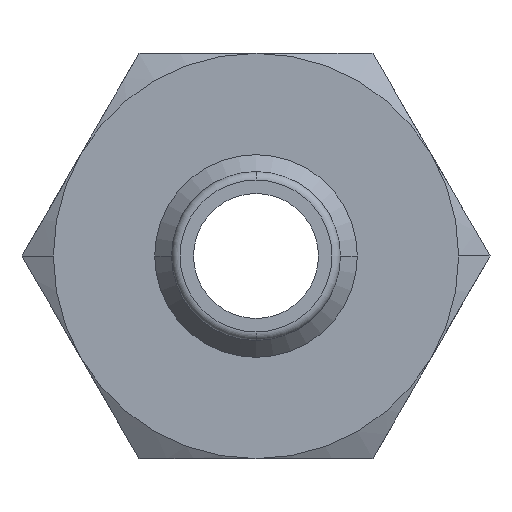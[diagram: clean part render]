
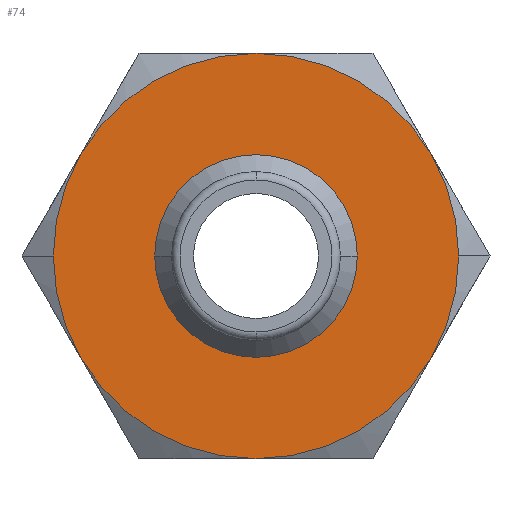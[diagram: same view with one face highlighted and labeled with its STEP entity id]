
A CAD part, front view. The second image highlights one B-rep face of the part: STEP entity #74.
In plain terms, the highlighted planar face has unit normal (0, -1, 0).
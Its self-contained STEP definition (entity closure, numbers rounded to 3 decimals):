
#74=ADVANCED_FACE('',(#191,#192),#193,.T.);
#191=FACE_OUTER_BOUND('',#352,.T.);
#192=FACE_BOUND('',#353,.T.);
#193=PLANE('',#354);
#352=EDGE_LOOP('',(#507,#508,#509,#510,#511,#512,#513,#514));
#353=EDGE_LOOP('',(#515,#516));
#354=AXIS2_PLACEMENT_3D('',#517,#518,#519);
#507=ORIENTED_EDGE('',*,*,#931,.F.);
#508=ORIENTED_EDGE('',*,*,#932,.F.);
#509=ORIENTED_EDGE('',*,*,#933,.F.);
#510=ORIENTED_EDGE('',*,*,#934,.F.);
#511=ORIENTED_EDGE('',*,*,#935,.F.);
#512=ORIENTED_EDGE('',*,*,#936,.F.);
#513=ORIENTED_EDGE('',*,*,#937,.F.);
#514=ORIENTED_EDGE('',*,*,#938,.F.);
#515=ORIENTED_EDGE('',*,*,#939,.F.);
#516=ORIENTED_EDGE('',*,*,#940,.F.);
#517=CARTESIAN_POINT('',(6.0,20.0,0.0));
#518=DIRECTION('',(-0.0,-1.0,-0.0));
#519=DIRECTION('',(-1.0,0.0,0.0));
#931=EDGE_CURVE('',#1093,#1094,#1095,.T.);
#932=EDGE_CURVE('',#1096,#1093,#1097,.T.);
#933=EDGE_CURVE('',#1098,#1096,#1099,.T.);
#934=EDGE_CURVE('',#1100,#1098,#1101,.T.);
#935=EDGE_CURVE('',#1102,#1100,#1103,.T.);
#936=EDGE_CURVE('',#1104,#1102,#1105,.T.);
#937=EDGE_CURVE('',#1106,#1104,#1107,.T.);
#938=EDGE_CURVE('',#1094,#1106,#1108,.T.);
#939=EDGE_CURVE('',#1109,#1110,#1111,.T.);
#940=EDGE_CURVE('',#1110,#1109,#1112,.T.);
#1093=VERTEX_POINT('',#1321);
#1094=VERTEX_POINT('',#1322);
#1095=CIRCLE('',#1323,12.0);
#1096=VERTEX_POINT('',#1324);
#1097=CIRCLE('',#1325,12.0);
#1098=VERTEX_POINT('',#1326);
#1099=CIRCLE('',#1327,12.0);
#1100=VERTEX_POINT('',#1328);
#1101=CIRCLE('',#1329,12.0);
#1102=VERTEX_POINT('',#1330);
#1103=CIRCLE('',#1331,12.0);
#1104=VERTEX_POINT('',#1332);
#1105=CIRCLE('',#1333,12.0);
#1106=VERTEX_POINT('',#1334);
#1107=CIRCLE('',#1335,12.0);
#1108=CIRCLE('',#1336,12.0);
#1109=VERTEX_POINT('',#1337);
#1110=VERTEX_POINT('',#1338);
#1111=CIRCLE('',#1339,6.0);
#1112=CIRCLE('',#1340,6.0);
#1321=CARTESIAN_POINT('',(10.392,20.0,6.0));
#1322=CARTESIAN_POINT('',(12.0,20.0,0.));
#1323=AXIS2_PLACEMENT_3D('',#1840,#1841,#1842);
#1324=CARTESIAN_POINT('',(0.,20.0,12.0));
#1325=AXIS2_PLACEMENT_3D('',#1843,#1844,#1845);
#1326=CARTESIAN_POINT('',(-10.392,20.0,6.0));
#1327=AXIS2_PLACEMENT_3D('',#1846,#1847,#1848);
#1328=CARTESIAN_POINT('',(-12.0,20.0,0.));
#1329=AXIS2_PLACEMENT_3D('',#1849,#1850,#1851);
#1330=CARTESIAN_POINT('',(-10.392,20.0,-6.0));
#1331=AXIS2_PLACEMENT_3D('',#1852,#1853,#1854);
#1332=CARTESIAN_POINT('',(0.0,20.0,-12.0));
#1333=AXIS2_PLACEMENT_3D('',#1855,#1856,#1857);
#1334=CARTESIAN_POINT('',(10.392,20.0,-6.0));
#1335=AXIS2_PLACEMENT_3D('',#1858,#1859,#1860);
#1336=AXIS2_PLACEMENT_3D('',#1861,#1862,#1863);
#1337=CARTESIAN_POINT('',(-6.0,20.0,0.));
#1338=CARTESIAN_POINT('',(6.0,20.0,0.));
#1339=AXIS2_PLACEMENT_3D('',#1864,#1865,#1866);
#1340=AXIS2_PLACEMENT_3D('',#1867,#1868,#1869);
#1840=CARTESIAN_POINT('',(0.0,20.0,0.0));
#1841=DIRECTION('',(-0.0,1.0,0.0));
#1842=DIRECTION('',(1.0,0.0,0.0));
#1843=CARTESIAN_POINT('',(0.0,20.0,0.0));
#1844=DIRECTION('',(-0.0,1.0,0.0));
#1845=DIRECTION('',(1.0,0.0,0.0));
#1846=CARTESIAN_POINT('',(0.0,20.0,0.0));
#1847=DIRECTION('',(-0.0,1.0,0.0));
#1848=DIRECTION('',(1.0,0.0,0.0));
#1849=CARTESIAN_POINT('',(0.0,20.0,0.0));
#1850=DIRECTION('',(-0.0,1.0,0.0));
#1851=DIRECTION('',(1.0,0.0,0.0));
#1852=CARTESIAN_POINT('',(0.0,20.0,0.0));
#1853=DIRECTION('',(-0.0,1.0,0.0));
#1854=DIRECTION('',(1.0,0.0,0.0));
#1855=CARTESIAN_POINT('',(0.0,20.0,0.0));
#1856=DIRECTION('',(-0.0,1.0,0.0));
#1857=DIRECTION('',(1.0,0.0,0.0));
#1858=CARTESIAN_POINT('',(0.0,20.0,0.0));
#1859=DIRECTION('',(-0.0,1.0,0.0));
#1860=DIRECTION('',(1.0,0.0,0.0));
#1861=CARTESIAN_POINT('',(0.0,20.0,0.0));
#1862=DIRECTION('',(-0.0,1.0,0.0));
#1863=DIRECTION('',(1.0,0.0,0.0));
#1864=CARTESIAN_POINT('',(0.0,20.0,0.0));
#1865=DIRECTION('',(0.0,-1.0,0.0));
#1866=DIRECTION('',(1.0,0.0,0.0));
#1867=CARTESIAN_POINT('',(0.0,20.0,0.0));
#1868=DIRECTION('',(0.0,-1.0,0.0));
#1869=DIRECTION('',(1.0,0.0,0.0));
